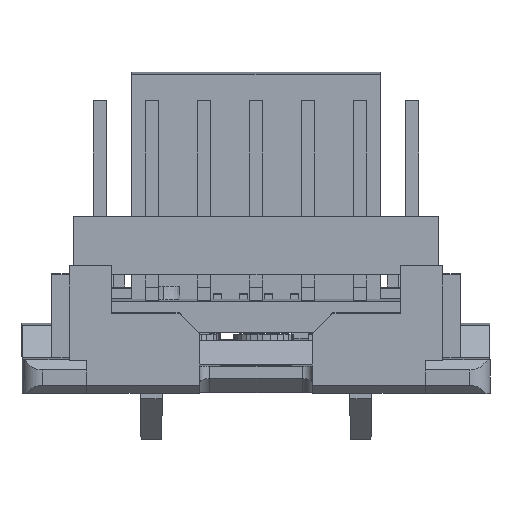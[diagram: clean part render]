
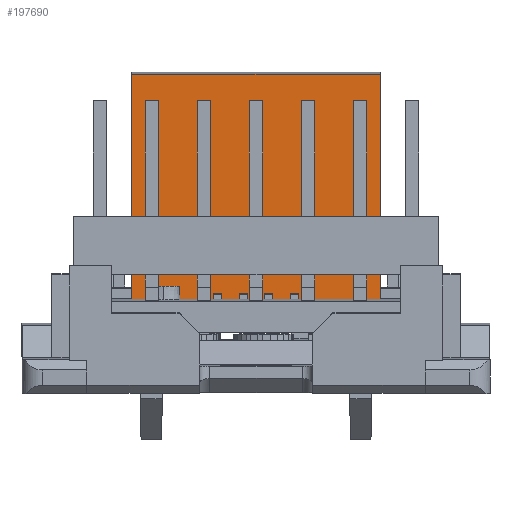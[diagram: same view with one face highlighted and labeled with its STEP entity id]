
A CAD part, front view. The second image highlights one B-rep face of the part: STEP entity #197690.
In plain terms, the highlighted face is planar.
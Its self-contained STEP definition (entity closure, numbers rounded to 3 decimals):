
#121500=CARTESIAN_POINT('',(-6.05,-5.67,
0.));
#121510=VERTEX_POINT('',#121500);
#121540=CARTESIAN_POINT('',(28.352,-5.67,
0.));
#121550=DIRECTION('',(1.,0.,0.));
#121560=VECTOR('',#121550,1.);
#121570=LINE('',#121540,#121560);
#121580=CARTESIAN_POINT('',(-2.075,-5.67,
0.));
#121590=VERTEX_POINT('',#121580);
#121600=EDGE_CURVE('',#121510,#121590,#121570,.T.);
#121820=CARTESIAN_POINT('',(-1.675,-5.67,
0.));
#121830=VERTEX_POINT('',#121820);
#121860=CARTESIAN_POINT('',(-0.825,-5.67,
0.));
#121870=VERTEX_POINT('',#121860);
#121880=EDGE_CURVE('',#121830,#121870,#121570,.T.);
#122100=CARTESIAN_POINT('',(-0.425,-5.67,
0.));
#122110=VERTEX_POINT('',#122100);
#122140=CARTESIAN_POINT('',(0.425,-5.67,
0.));
#122150=VERTEX_POINT('',#122140);
#122160=EDGE_CURVE('',#122110,#122150,#121570,.T.);
#122380=CARTESIAN_POINT('',(0.825,-5.67,
0.));
#122390=VERTEX_POINT('',#122380);
#122420=CARTESIAN_POINT('',(1.675,-5.67,
0.));
#122430=VERTEX_POINT('',#122420);
#122440=EDGE_CURVE('',#122390,#122430,#121570,.T.);
#122660=CARTESIAN_POINT('',(2.075,-5.67,
0.));
#122670=VERTEX_POINT('',#122660);
#122700=CARTESIAN_POINT('',(6.05,-5.67,
0.));
#122710=VERTEX_POINT('',#122700);
#122720=EDGE_CURVE('',#122670,#122710,#121570,.T.);
#194380=CARTESIAN_POINT('',(-6.05,-5.67,10.95));
#194390=VERTEX_POINT('',#194380);
#194420=CARTESIAN_POINT('',(-6.05,-5.67,
0.));
#194430=DIRECTION('',(0.,0.,-1.));
#194440=VECTOR('',#194430,1.);
#194450=LINE('',#194420,#194440);
#194460=EDGE_CURVE('',#194390,#121510,#194450,.T.);
#196540=CARTESIAN_POINT('',(6.05,-5.67,
0.));
#196550=DIRECTION('',(0.,-1.,0.));
#196560=DIRECTION('',(-1.,0.,0.));
#196570=AXIS2_PLACEMENT_3D('',#196540,#196550,#196560);
#196580=PLANE('',#196570);
#196590=CARTESIAN_POINT('',(2.075,-5.67,
0.));
#196600=DIRECTION('',(0.,0.,1.));
#196610=VECTOR('',#196600,1.);
#196620=LINE('',#196590,#196610);
#196630=CARTESIAN_POINT('',(2.075,-5.67,
0.25));
#196640=VERTEX_POINT('',#196630);
#196650=EDGE_CURVE('',#122670,#196640,#196620,.T.);
#196660=ORIENTED_EDGE('',*,*,#196650,.F.);
#196670=CARTESIAN_POINT('',(0.,-5.67,
0.25));
#196680=DIRECTION('',(-1.,0.,0.));
#196690=VECTOR('',#196680,1.);
#196700=LINE('',#196670,#196690);
#196710=CARTESIAN_POINT('',(1.675,-5.67,
0.25));
#196720=VERTEX_POINT('',#196710);
#196730=EDGE_CURVE('',#196640,#196720,#196700,.T.);
#196740=ORIENTED_EDGE('',*,*,#196730,.F.);
#196750=CARTESIAN_POINT('',(1.675,-5.67,
0.));
#196760=DIRECTION('',(0.,0.,-1.));
#196770=VECTOR('',#196760,1.);
#196780=LINE('',#196750,#196770);
#196790=EDGE_CURVE('',#196720,#122430,#196780,.T.);
#196800=ORIENTED_EDGE('',*,*,#196790,.F.);
#196810=ORIENTED_EDGE('',*,*,#122440,.T.);
#196820=CARTESIAN_POINT('',(0.825,-5.67,
0.));
#196830=DIRECTION('',(0.,0.,1.));
#196840=VECTOR('',#196830,1.);
#196850=LINE('',#196820,#196840);
#196860=CARTESIAN_POINT('',(0.825,-5.67,
0.25));
#196870=VERTEX_POINT('',#196860);
#196880=EDGE_CURVE('',#122390,#196870,#196850,.T.);
#196890=ORIENTED_EDGE('',*,*,#196880,.F.);
#196900=CARTESIAN_POINT('',(0.,-5.67,
0.25));
#196910=DIRECTION('',(-1.,0.,0.));
#196920=VECTOR('',#196910,1.);
#196930=LINE('',#196900,#196920);
#196940=CARTESIAN_POINT('',(0.425,-5.67,
0.25));
#196950=VERTEX_POINT('',#196940);
#196960=EDGE_CURVE('',#196870,#196950,#196930,.T.);
#196970=ORIENTED_EDGE('',*,*,#196960,.F.);
#196980=CARTESIAN_POINT('',(0.425,-5.67,
0.));
#196990=DIRECTION('',(0.,0.,-1.));
#197000=VECTOR('',#196990,1.);
#197010=LINE('',#196980,#197000);
#197020=EDGE_CURVE('',#196950,#122150,#197010,.T.);
#197030=ORIENTED_EDGE('',*,*,#197020,.F.);
#197040=ORIENTED_EDGE('',*,*,#122160,.T.);
#197050=CARTESIAN_POINT('',(-0.425,-5.67,
0.));
#197060=DIRECTION('',(0.,0.,1.));
#197070=VECTOR('',#197060,1.);
#197080=LINE('',#197050,#197070);
#197090=CARTESIAN_POINT('',(-0.425,-5.67,
0.25));
#197100=VERTEX_POINT('',#197090);
#197110=EDGE_CURVE('',#122110,#197100,#197080,.T.);
#197120=ORIENTED_EDGE('',*,*,#197110,.F.);
#197130=CARTESIAN_POINT('',(0.,-5.67,
0.25));
#197140=DIRECTION('',(-1.,0.,0.));
#197150=VECTOR('',#197140,1.);
#197160=LINE('',#197130,#197150);
#197170=CARTESIAN_POINT('',(-0.825,-5.67,
0.25));
#197180=VERTEX_POINT('',#197170);
#197190=EDGE_CURVE('',#197100,#197180,#197160,.T.);
#197200=ORIENTED_EDGE('',*,*,#197190,.F.);
#197210=CARTESIAN_POINT('',(-0.825,-5.67,
0.));
#197220=DIRECTION('',(0.,0.,-1.));
#197230=VECTOR('',#197220,1.);
#197240=LINE('',#197210,#197230);
#197250=EDGE_CURVE('',#197180,#121870,#197240,.T.);
#197260=ORIENTED_EDGE('',*,*,#197250,.F.);
#197270=ORIENTED_EDGE('',*,*,#121880,.T.);
#197280=CARTESIAN_POINT('',(-1.675,-5.67,
0.));
#197290=DIRECTION('',(0.,0.,1.));
#197300=VECTOR('',#197290,1.);
#197310=LINE('',#197280,#197300);
#197320=CARTESIAN_POINT('',(-1.675,-5.67,
0.25));
#197330=VERTEX_POINT('',#197320);
#197340=EDGE_CURVE('',#121830,#197330,#197310,.T.);
#197350=ORIENTED_EDGE('',*,*,#197340,.F.);
#197360=CARTESIAN_POINT('',(0.,-5.67,
0.25));
#197370=DIRECTION('',(-1.,0.,0.));
#197380=VECTOR('',#197370,1.);
#197390=LINE('',#197360,#197380);
#197400=CARTESIAN_POINT('',(-2.075,-5.67,
0.25));
#197410=VERTEX_POINT('',#197400);
#197420=EDGE_CURVE('',#197330,#197410,#197390,.T.);
#197430=ORIENTED_EDGE('',*,*,#197420,.F.);
#197440=CARTESIAN_POINT('',(-2.075,-5.67,
0.));
#197450=DIRECTION('',(0.,0.,-1.));
#197460=VECTOR('',#197450,1.);
#197470=LINE('',#197440,#197460);
#197480=EDGE_CURVE('',#197410,#121590,#197470,.T.);
#197490=ORIENTED_EDGE('',*,*,#197480,.F.);
#197500=ORIENTED_EDGE('',*,*,#121600,.T.);
#197510=ORIENTED_EDGE('',*,*,#194460,.T.);
#197520=CARTESIAN_POINT('',(-6.05,-5.67,10.95));
#197530=DIRECTION('',(1.,0.,0.));
#197540=VECTOR('',#197530,1.);
#197550=LINE('',#197520,#197540);
#197560=CARTESIAN_POINT('',(6.05,-5.67,10.95));
#197570=VERTEX_POINT('',#197560);
#197580=EDGE_CURVE('',#194390,#197570,#197550,.T.);
#197590=ORIENTED_EDGE('',*,*,#197580,.F.);
#197600=CARTESIAN_POINT('',(6.05,-5.67,
0.));
#197610=DIRECTION('',(0.,0.,1.));
#197620=VECTOR('',#197610,1.);
#197630=LINE('',#197600,#197620);
#197640=EDGE_CURVE('',#122710,#197570,#197630,.T.);
#197650=ORIENTED_EDGE('',*,*,#197640,.T.);
#197660=ORIENTED_EDGE('',*,*,#122720,.T.);
#197670=EDGE_LOOP('',(#197660,#197650,#197590,#197510,#197500,#197490,
#197430,#197350,#197270,#197260,#197200,#197120,#197040,#197030,#196970,
#196890,#196810,#196800,#196740,#196660));
#197680=FACE_OUTER_BOUND('',#197670,.T.);
#197690=ADVANCED_FACE('',(#197680),#196580,.T.);
